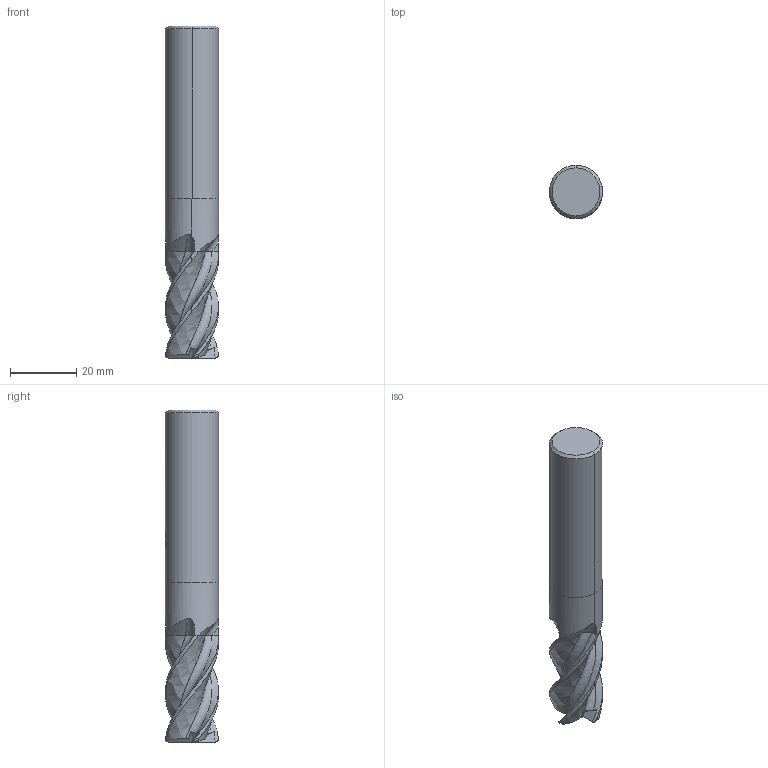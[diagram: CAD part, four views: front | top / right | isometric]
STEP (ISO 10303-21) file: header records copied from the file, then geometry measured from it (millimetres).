
FILE_DESCRIPTION(('no description'),'unknown implementation level');
FILE_NAME('solidVeeX2MDfm_X8O1lgXVnnQ5zl3ZY_1.STP',' ',('CIM GmbH Aachen'),('CADClick - KiM GmbH - www.kimweb.de'),'unknown preprocess','ACIS','unknown authorization');
FILE_SCHEMA(('automotive_design'));
Length unit declared in the file: millimetre
Products named in the file (2): 1; 2
Bounding box: 16 x 16 x 100 mm (x, y, z)
Volume: 16867.5 mm3; surface area: 5814.2 mm2
Topology: 2 solids, 2 shells, 90 faces, 251 edges, 165 vertices
Faces by surface type: plane 31, revolution 16, bspline 16, cylinder 11, cone 10, torus 6
Entity records: 12824 total; most frequent: CARTESIAN_POINT 7907, STYLED_ITEM 508, PRESENTATION_STYLE_ASSIGNMENT 508, COLOUR_RGB 508, ORIENTED_EDGE 502, DIRECTION 324, EDGE_CURVE 251, CURVE_STYLE 251
